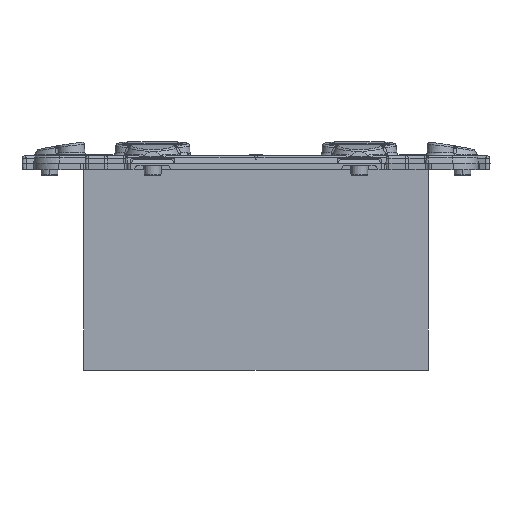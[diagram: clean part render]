
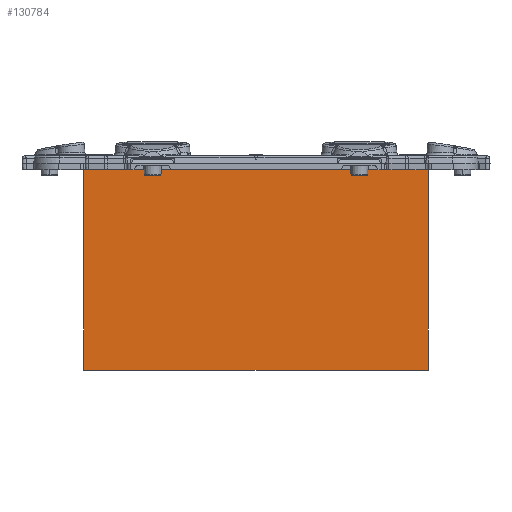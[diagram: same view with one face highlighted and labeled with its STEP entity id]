
A CAD part, left-side view. The second image highlights one B-rep face of the part: STEP entity #130784.
In plain terms, the highlighted planar face has unit normal (-1, 0, 0).
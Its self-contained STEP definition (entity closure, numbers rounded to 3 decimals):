
#130757=AXIS2_PLACEMENT_3D('Plane Axis2P3D',#130754,#130755,#130756) ;
#8382=CARTESIAN_POINT('Vertex',(-27.5,9.38,0.)) ;
#8389=CARTESIAN_POINT('Vertex',(-27.5,4.117,0.)) ;
#14261=CARTESIAN_POINT('Line Origine',(-27.5,-11.692,0.)) ;
#14265=CARTESIAN_POINT('Vertex',(-27.5,-27.5,0.)) ;
#14301=CARTESIAN_POINT('Vertex',(-27.5,27.5,0.)) ;
#14304=CARTESIAN_POINT('Line Origine',(-27.5,18.44,0.)) ;
#130727=CARTESIAN_POINT('Vertex',(-27.5,27.5,-32.)) ;
#130730=CARTESIAN_POINT('Line Origine',(-27.5,27.5,-16.)) ;
#130754=CARTESIAN_POINT('Axis2P3D Location',(-27.5,-27.5,0.)) ;
#130759=CARTESIAN_POINT('Line Origine',(-27.5,0.,-32.)) ;
#130763=CARTESIAN_POINT('Vertex',(-27.5,-27.5,-32.)) ;
#130766=CARTESIAN_POINT('Line Origine',(-27.5,-27.5,-16.)) ;
#130771=CARTESIAN_POINT('Line Origine',(-27.5,6.749,0.)) ;
#14262=DIRECTION('Vector Direction',(0.,1.,0.)) ;
#14305=DIRECTION('Vector Direction',(0.,1.,0.)) ;
#130731=DIRECTION('Vector Direction',(0.,0.,-1.)) ;
#130755=DIRECTION('Axis2P3D Direction',(-1.,0.,0.)) ;
#130756=DIRECTION('Axis2P3D XDirection',(0.,1.,0.)) ;
#130760=DIRECTION('Vector Direction',(0.,1.,0.)) ;
#130767=DIRECTION('Vector Direction',(0.,0.,-1.)) ;
#130772=DIRECTION('Vector Direction',(0.,1.,0.)) ;
#14263=VECTOR('Line Direction',#14262,1.) ;
#14306=VECTOR('Line Direction',#14305,1.) ;
#130732=VECTOR('Line Direction',#130731,1.) ;
#130761=VECTOR('Line Direction',#130760,1.) ;
#130768=VECTOR('Line Direction',#130767,1.) ;
#130773=VECTOR('Line Direction',#130772,1.) ;
#130777=ORIENTED_EDGE('',*,*,#130765,.T.) ;
#130778=ORIENTED_EDGE('',*,*,#130770,.F.) ;
#130779=ORIENTED_EDGE('',*,*,#14267,.F.) ;
#130780=ORIENTED_EDGE('',*,*,#130775,.F.) ;
#130781=ORIENTED_EDGE('',*,*,#14308,.F.) ;
#130782=ORIENTED_EDGE('',*,*,#130734,.T.) ;
#130784=ADVANCED_FACE('PartBody',(#130783),#130758,.T.) ;
#14267=EDGE_CURVE('',#8390,#14266,#14264,.F.) ;
#14308=EDGE_CURVE('',#14302,#8383,#14307,.F.) ;
#130734=EDGE_CURVE('',#14302,#130728,#130733,.T.) ;
#130765=EDGE_CURVE('',#130728,#130764,#130762,.F.) ;
#130770=EDGE_CURVE('',#14266,#130764,#130769,.T.) ;
#130775=EDGE_CURVE('',#8383,#8390,#130774,.F.) ;
#130776=EDGE_LOOP('',(#130777,#130778,#130779,#130780,#130781,#130782)) ;
#130783=FACE_OUTER_BOUND('',#130776,.T.) ;
#14264=LINE('Line',#14261,#14263) ;
#14307=LINE('Line',#14304,#14306) ;
#130733=LINE('Line',#130730,#130732) ;
#130762=LINE('Line',#130759,#130761) ;
#130769=LINE('Line',#130766,#130768) ;
#130774=LINE('Line',#130771,#130773) ;
#130758=PLANE('',#130757) ;
#8383=VERTEX_POINT('',#8382) ;
#8390=VERTEX_POINT('',#8389) ;
#14266=VERTEX_POINT('',#14265) ;
#14302=VERTEX_POINT('',#14301) ;
#130728=VERTEX_POINT('',#130727) ;
#130764=VERTEX_POINT('',#130763) ;
